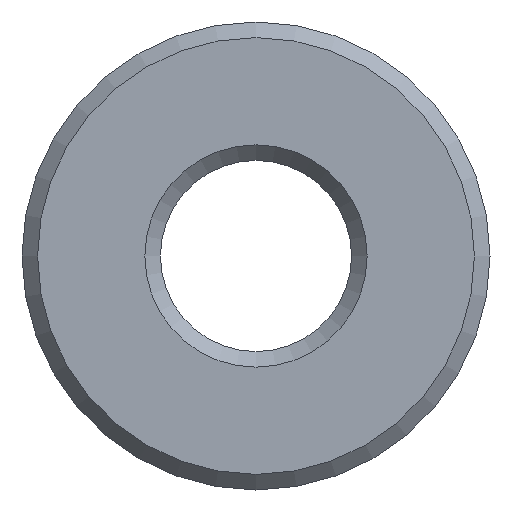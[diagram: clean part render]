
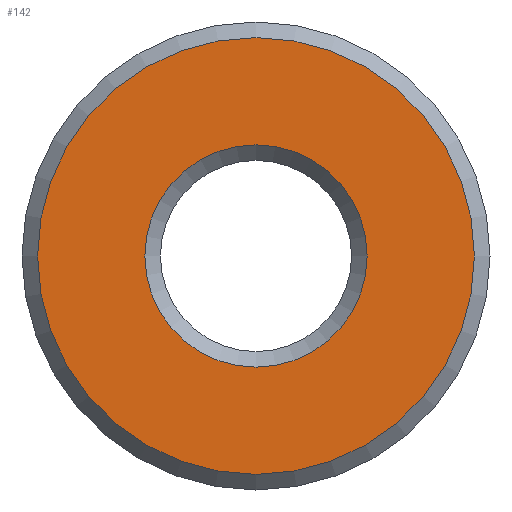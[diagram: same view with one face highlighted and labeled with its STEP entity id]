
A CAD part, front view. The second image highlights one B-rep face of the part: STEP entity #142.
In plain terms, the highlighted planar face has unit normal (0, -1, 0).
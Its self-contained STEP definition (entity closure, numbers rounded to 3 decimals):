
#19=FACE_BOUND('',#42,.T.);
#22=PLANE('',#173);
#30=FACE_OUTER_BOUND('',#41,.T.);
#41=EDGE_LOOP('',(#120));
#42=EDGE_LOOP('',(#121));
#67=CIRCLE('',#172,2.85);
#68=CIRCLE('',#174,5.6);
#77=VERTEX_POINT('',#252);
#78=VERTEX_POINT('',#256);
#91=EDGE_CURVE('',#77,#77,#67,.T.);
#93=EDGE_CURVE('',#78,#78,#68,.T.);
#120=ORIENTED_EDGE('',*,*,#93,.F.);
#121=ORIENTED_EDGE('',*,*,#91,.F.);
#142=ADVANCED_FACE('',(#30,#19),#22,.T.);
#172=AXIS2_PLACEMENT_3D('',#253,#210,#211);
#173=AXIS2_PLACEMENT_3D('',#255,#213,#214);
#174=AXIS2_PLACEMENT_3D('',#257,#215,#216);
#210=DIRECTION('center_axis',(0.,-1.,0.));
#211=DIRECTION('ref_axis',(1.,0.,0.));
#213=DIRECTION('center_axis',(0.,-1.,0.));
#214=DIRECTION('ref_axis',(1.,0.,0.));
#215=DIRECTION('center_axis',(0.,1.,0.));
#216=DIRECTION('ref_axis',(1.,0.,0.));
#252=CARTESIAN_POINT('',(72.15,-9.,0.));
#253=CARTESIAN_POINT('Origin',(75.,-9.,0.));
#255=CARTESIAN_POINT('Origin',(75.,-9.,0.));
#256=CARTESIAN_POINT('',(69.4,-9.,0.));
#257=CARTESIAN_POINT('Origin',(75.,-9.,0.));
